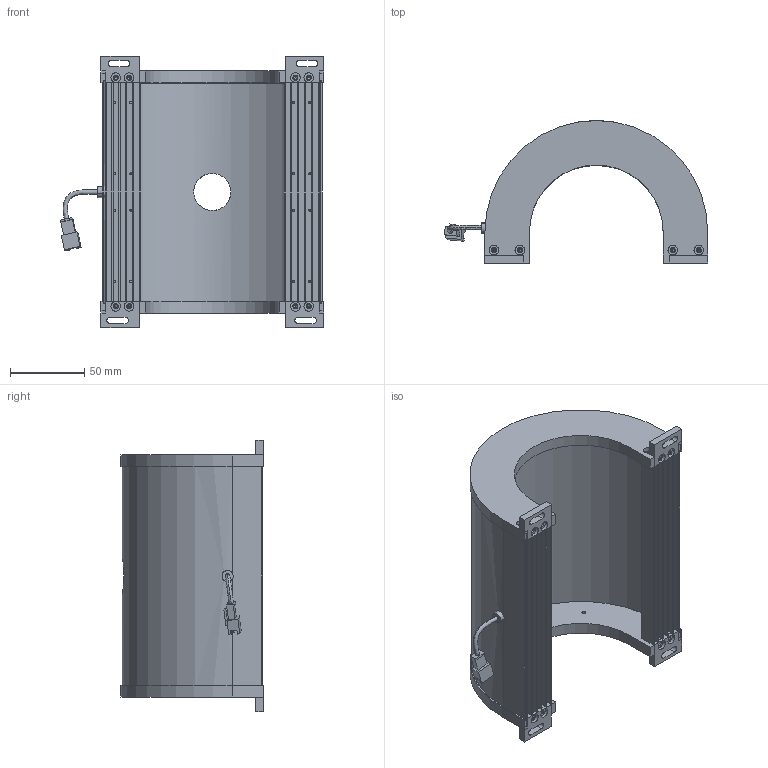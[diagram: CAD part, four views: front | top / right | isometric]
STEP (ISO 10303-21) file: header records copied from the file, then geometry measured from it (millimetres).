
FILE_DESCRIPTION (( 'STEP AP214' ), '1' );
FILE_NAME ('LT2WRH150-00-1-R-24V-ASSEMBLY.STEP', '2018-06-06T07:14:15', ( '' ), ( '' ), 'SwSTEP 2.0', 'SolidWorks 2016', '' );
FILE_SCHEMA (( 'AUTOMOTIVE_DESIGN' ));
Length unit declared in the file: millimetre
Products named in the file (13): CABLE 3MM shot; IDT-00-150-1-X-24V-01 (SIDE PLATE)_IDT-00-150; CANNET; IDT-00-150-1-X-24V-02 (SIDE BRACKET B); IDT-00-150-1-X-24V-04 (CASING-HEAT SINK); LT2WRH150-00-1-R-24V-ASSEMBLY; IDT-00-150-1-X-24V-05 (CABLE CLAMP); IDT-00-150-PCB LINK; connecter and cable; 24V CONNECTER; IDT-00-150-1-X-24V-03 (COVER-ALU PLATE)_IDT-00-150; PCB-LSN-00-72X19-1-W-24V; IDT-00-150-1-X-24V-02 (SIDE BRACKET A)
Assembly tree (17 placements, depth 3):
  LT2WRH150-00-1-R-24V-ASSEMBLY
    IDT-00-150-1-X-24V-03 (COVER-ALU PLATE)_IDT-00-150
    IDT-00-150-1-X-24V-01 (SIDE PLATE)_IDT-00-150  x2
    IDT-00-150-1-X-24V-05 (CABLE CLAMP)
    connecter and cable
      CANNET
      CABLE 3MM shot
      24V CONNECTER
    IDT-00-150-1-X-24V-02 (SIDE BRACKET A)  x2
    IDT-00-150-1-X-24V-02 (SIDE BRACKET B)  x2
    IDT-00-150-1-X-24V-04 (CASING-HEAT SINK)  x2
    PCB-LSN-00-72X19-1-W-24V  x2
    IDT-00-150-PCB LINK
Bounding box: 177.33 x 96 x 183 mm (x, y, z)
Volume: 189319.4 mm3; surface area: 191928.2 mm2
Topology: 16 solids, 16 shells, 555 faces, 1453 edges, 924 vertices
Faces by surface type: plane 270, cylinder 225, cone 48, torus 8, bspline 4
Entity records: 12972 total; most frequent: CARTESIAN_POINT 3176, DIRECTION 1849, ORIENTED_EDGE 1798, EDGE_CURVE 899, AXIS2_PLACEMENT_3D 632, VERTEX_POINT 589, VECTOR 585, LINE 585
